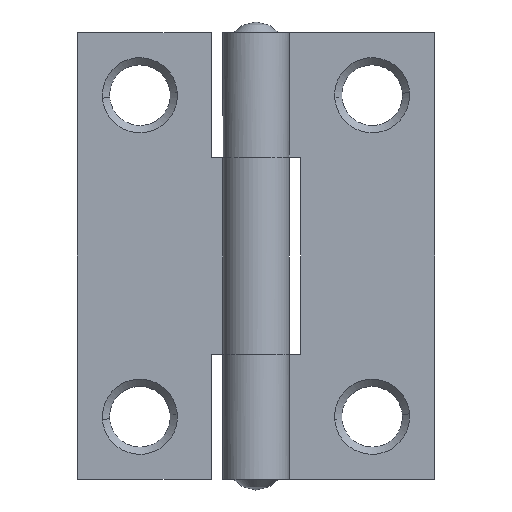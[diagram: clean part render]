
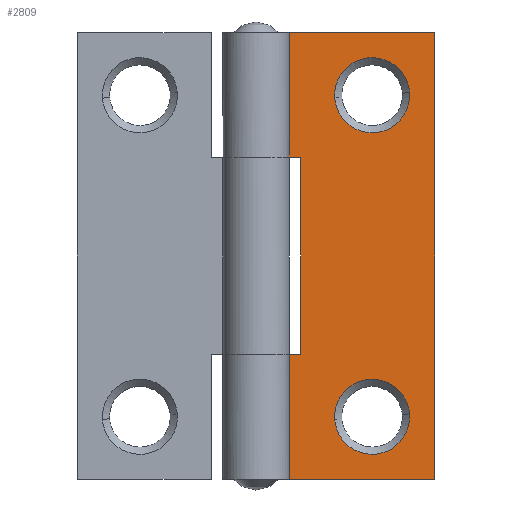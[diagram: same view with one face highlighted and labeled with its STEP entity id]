
A CAD part, front view. The second image highlights one B-rep face of the part: STEP entity #2809.
In plain terms, the highlighted free-form (B-spline) face has degree [1, 1] with [2, 2] control points.
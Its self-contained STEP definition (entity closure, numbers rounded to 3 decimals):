
#1812=CARTESIAN_POINT('',(8.594,1.05,21.665));
#1813=VERTEX_POINT('',#1812);
#1819=CARTESIAN_POINT('',(6.5,1.05,23.6));
#1820=VERTEX_POINT('',#1819);
#1821=CARTESIAN_POINT('',(6.5,1.05,23.6));
#1822=CARTESIAN_POINT('',(8.441,1.05,23.6));
#1823=CARTESIAN_POINT('',(8.594,1.05,21.665));
#1831=(BOUNDED_CURVE()B_SPLINE_CURVE(2,(#1821,#1822,#1823),.UNSPECIFIED.,.F.,.U.)B_SPLINE_CURVE_WITH_KNOTS((3,3),(0.0,0.236),.UNSPECIFIED.)CURVE()GEOMETRIC_REPRESENTATION_ITEM()RATIONAL_B_SPLINE_CURVE((1.0,0.723,0.97))REPRESENTATION_ITEM(''));
#1832=EDGE_CURVE('',#1820,#1813,#1831,.T.);
#1834=CARTESIAN_POINT('',(4.406,1.05,21.335));
#1835=VERTEX_POINT('',#1834);
#1836=CARTESIAN_POINT('',(4.406,1.05,21.335));
#1837=CARTESIAN_POINT('',(4.4,1.05,21.417));
#1838=CARTESIAN_POINT('',(4.4,1.05,21.5));
#1839=CARTESIAN_POINT('',(4.4,1.05,23.6));
#1840=CARTESIAN_POINT('',(6.5,1.05,23.6));
#1848=(BOUNDED_CURVE()B_SPLINE_CURVE(2,(#1836,#1837,#1838,#1839,#1840),.UNSPECIFIED.,.F.,.U.)B_SPLINE_CURVE_WITH_KNOTS((3,2,3),(0.736,0.75,1.0),.UNSPECIFIED.)CURVE()GEOMETRIC_REPRESENTATION_ITEM()RATIONAL_B_SPLINE_CURVE((0.97,0.984,1.0,0.707,1.0))REPRESENTATION_ITEM(''));
#1849=EDGE_CURVE('',#1835,#1820,#1848,.T.);
#1885=CARTESIAN_POINT('',(6.5,1.05,19.4));
#1886=VERTEX_POINT('',#1885);
#1887=CARTESIAN_POINT('',(6.5,1.05,19.4));
#1888=CARTESIAN_POINT('',(4.559,1.05,19.4));
#1889=CARTESIAN_POINT('',(4.406,1.05,21.335));
#1897=(BOUNDED_CURVE()B_SPLINE_CURVE(2,(#1887,#1888,#1889),.UNSPECIFIED.,.F.,.U.)B_SPLINE_CURVE_WITH_KNOTS((3,3),(0.5,0.736),.UNSPECIFIED.)CURVE()GEOMETRIC_REPRESENTATION_ITEM()RATIONAL_B_SPLINE_CURVE((1.0,0.723,0.97))REPRESENTATION_ITEM(''));
#1898=EDGE_CURVE('',#1886,#1835,#1897,.T.);
#1900=CARTESIAN_POINT('',(8.594,1.05,21.665));
#1901=CARTESIAN_POINT('',(8.6,1.05,21.583));
#1902=CARTESIAN_POINT('',(8.6,1.05,21.5));
#1903=CARTESIAN_POINT('',(8.6,1.05,19.4));
#1904=CARTESIAN_POINT('',(6.5,1.05,19.4));
#1912=(BOUNDED_CURVE()B_SPLINE_CURVE(2,(#1900,#1901,#1902,#1903,#1904),.UNSPECIFIED.,.F.,.U.)B_SPLINE_CURVE_WITH_KNOTS((3,2,3),(0.236,0.25,0.5),.UNSPECIFIED.)CURVE()GEOMETRIC_REPRESENTATION_ITEM()RATIONAL_B_SPLINE_CURVE((0.97,0.984,1.0,0.707,1.0))REPRESENTATION_ITEM(''));
#1913=EDGE_CURVE('',#1813,#1886,#1912,.T.);
#2124=CARTESIAN_POINT('',(8.594,1.05,3.665));
#2125=VERTEX_POINT('',#2124);
#2131=CARTESIAN_POINT('',(6.5,1.05,5.6));
#2132=VERTEX_POINT('',#2131);
#2133=CARTESIAN_POINT('',(6.5,1.05,5.6));
#2134=CARTESIAN_POINT('',(8.441,1.05,5.6));
#2135=CARTESIAN_POINT('',(8.594,1.05,3.665));
#2143=(BOUNDED_CURVE()B_SPLINE_CURVE(2,(#2133,#2134,#2135),.UNSPECIFIED.,.F.,.U.)B_SPLINE_CURVE_WITH_KNOTS((3,3),(0.0,0.236),.UNSPECIFIED.)CURVE()GEOMETRIC_REPRESENTATION_ITEM()RATIONAL_B_SPLINE_CURVE((1.0,0.723,0.97))REPRESENTATION_ITEM(''));
#2144=EDGE_CURVE('',#2132,#2125,#2143,.T.);
#2146=CARTESIAN_POINT('',(4.406,1.05,3.335));
#2147=VERTEX_POINT('',#2146);
#2148=CARTESIAN_POINT('',(4.406,1.05,3.335));
#2149=CARTESIAN_POINT('',(4.4,1.05,3.417));
#2150=CARTESIAN_POINT('',(4.4,1.05,3.5));
#2151=CARTESIAN_POINT('',(4.4,1.05,5.6));
#2152=CARTESIAN_POINT('',(6.5,1.05,5.6));
#2160=(BOUNDED_CURVE()B_SPLINE_CURVE(2,(#2148,#2149,#2150,#2151,#2152),.UNSPECIFIED.,.F.,.U.)B_SPLINE_CURVE_WITH_KNOTS((3,2,3),(0.736,0.75,1.0),.UNSPECIFIED.)CURVE()GEOMETRIC_REPRESENTATION_ITEM()RATIONAL_B_SPLINE_CURVE((0.97,0.984,1.0,0.707,1.0))REPRESENTATION_ITEM(''));
#2161=EDGE_CURVE('',#2147,#2132,#2160,.T.);
#2197=CARTESIAN_POINT('',(6.5,1.05,1.4));
#2198=VERTEX_POINT('',#2197);
#2199=CARTESIAN_POINT('',(6.5,1.05,1.4));
#2200=CARTESIAN_POINT('',(4.559,1.05,1.4));
#2201=CARTESIAN_POINT('',(4.406,1.05,3.335));
#2209=(BOUNDED_CURVE()B_SPLINE_CURVE(2,(#2199,#2200,#2201),.UNSPECIFIED.,.F.,.U.)B_SPLINE_CURVE_WITH_KNOTS((3,3),(0.5,0.736),.UNSPECIFIED.)CURVE()GEOMETRIC_REPRESENTATION_ITEM()RATIONAL_B_SPLINE_CURVE((1.0,0.723,0.97))REPRESENTATION_ITEM(''));
#2210=EDGE_CURVE('',#2198,#2147,#2209,.T.);
#2212=CARTESIAN_POINT('',(8.594,1.05,3.665));
#2213=CARTESIAN_POINT('',(8.6,1.05,3.583));
#2214=CARTESIAN_POINT('',(8.6,1.05,3.5));
#2215=CARTESIAN_POINT('',(8.6,1.05,1.4));
#2216=CARTESIAN_POINT('',(6.5,1.05,1.4));
#2224=(BOUNDED_CURVE()B_SPLINE_CURVE(2,(#2212,#2213,#2214,#2215,#2216),.UNSPECIFIED.,.F.,.U.)B_SPLINE_CURVE_WITH_KNOTS((3,2,3),(0.236,0.25,0.5),.UNSPECIFIED.)CURVE()GEOMETRIC_REPRESENTATION_ITEM()RATIONAL_B_SPLINE_CURVE((0.97,0.984,1.0,0.707,1.0))REPRESENTATION_ITEM(''));
#2225=EDGE_CURVE('',#2125,#2198,#2224,.T.);
#2325=CARTESIAN_POINT('',(0.002,1.05,18.0));
#2326=VERTEX_POINT('',#2325);
#2420=CARTESIAN_POINT('',(0.002,1.05,25.0));
#2421=VERTEX_POINT('',#2420);
#2422=CARTESIAN_POINT('',(0.002,1.05,25.0));
#2423=CARTESIAN_POINT('',(0.002,1.05,18.0));
#2424=QUASI_UNIFORM_CURVE('',1,(#2422,#2423),.UNSPECIFIED.,.F.,.U.);
#2425=EDGE_CURVE('',#2421,#2326,#2424,.T.);
#2547=CARTESIAN_POINT('',(0.002,1.05,7.0));
#2548=VERTEX_POINT('',#2547);
#2644=CARTESIAN_POINT('',(0.002,1.05,0.0));
#2645=VERTEX_POINT('',#2644);
#2742=CARTESIAN_POINT('',(0.002,1.05,7.0));
#2743=CARTESIAN_POINT('',(0.002,1.05,0.0));
#2744=QUASI_UNIFORM_CURVE('',1,(#2742,#2743),.UNSPECIFIED.,.F.,.U.);
#2745=EDGE_CURVE('',#2548,#2645,#2744,.T.);
#2750=CARTESIAN_POINT('',(-0.497,1.05,26.249));
#2751=CARTESIAN_POINT('',(-0.497,1.05,-1.249));
#2752=CARTESIAN_POINT('',(10.499,1.05,26.249));
#2753=CARTESIAN_POINT('',(10.499,1.05,-1.249));
#2754=B_SPLINE_SURFACE_WITH_KNOTS('',1,1,((#2750,#2752),(#2751,#2753)),.UNSPECIFIED.,.F.,.F.,.U.,(2,2),(2,2),(0.0,27.498),(0.0,10.997),.UNSPECIFIED.);
#2755=CARTESIAN_POINT('',(2.5,1.05,18.0));
#2756=VERTEX_POINT('',#2755);
#2757=CARTESIAN_POINT('',(2.5,1.05,7.0));
#2758=VERTEX_POINT('',#2757);
#2759=CARTESIAN_POINT('',(2.5,1.05,18.0));
#2760=CARTESIAN_POINT('',(2.5,1.05,7.0));
#2761=QUASI_UNIFORM_CURVE('',1,(#2759,#2760),.UNSPECIFIED.,.F.,.U.);
#2762=EDGE_CURVE('',#2756,#2758,#2761,.T.);
#2763=ORIENTED_EDGE('',*,*,#2762,.T.);
#2764=CARTESIAN_POINT('',(2.5,1.05,7.0));
#2765=CARTESIAN_POINT('',(0.002,1.05,7.0));
#2766=QUASI_UNIFORM_CURVE('',1,(#2764,#2765),.UNSPECIFIED.,.F.,.U.);
#2767=EDGE_CURVE('',#2758,#2548,#2766,.T.);
#2768=ORIENTED_EDGE('',*,*,#2767,.T.);
#2769=ORIENTED_EDGE('',*,*,#2745,.T.);
#2770=CARTESIAN_POINT('',(10.0,1.05,0.0));
#2771=VERTEX_POINT('',#2770);
#2772=CARTESIAN_POINT('',(10.0,1.05,0.0));
#2773=CARTESIAN_POINT('',(0.002,1.05,0.0));
#2774=QUASI_UNIFORM_CURVE('',1,(#2772,#2773),.UNSPECIFIED.,.F.,.U.);
#2775=EDGE_CURVE('',#2771,#2645,#2774,.T.);
#2776=ORIENTED_EDGE('',*,*,#2775,.F.);
#2777=CARTESIAN_POINT('',(10.0,1.05,25.0));
#2778=VERTEX_POINT('',#2777);
#2779=CARTESIAN_POINT('',(10.0,1.05,25.0));
#2780=CARTESIAN_POINT('',(10.0,1.05,0.0));
#2781=QUASI_UNIFORM_CURVE('',1,(#2779,#2780),.UNSPECIFIED.,.F.,.U.);
#2782=EDGE_CURVE('',#2778,#2771,#2781,.T.);
#2783=ORIENTED_EDGE('',*,*,#2782,.F.);
#2784=CARTESIAN_POINT('',(10.0,1.05,25.0));
#2785=CARTESIAN_POINT('',(0.002,1.05,25.0));
#2786=QUASI_UNIFORM_CURVE('',1,(#2784,#2785),.UNSPECIFIED.,.F.,.U.);
#2787=EDGE_CURVE('',#2778,#2421,#2786,.T.);
#2788=ORIENTED_EDGE('',*,*,#2787,.T.);
#2789=ORIENTED_EDGE('',*,*,#2425,.T.);
#2790=CARTESIAN_POINT('',(0.002,1.05,18.0));
#2791=CARTESIAN_POINT('',(2.5,1.05,18.0));
#2792=QUASI_UNIFORM_CURVE('',1,(#2790,#2791),.UNSPECIFIED.,.F.,.U.);
#2793=EDGE_CURVE('',#2326,#2756,#2792,.T.);
#2794=ORIENTED_EDGE('',*,*,#2793,.T.);
#2795=EDGE_LOOP('',(#2763,#2768,#2769,#2776,#2783,#2788,#2789,#2794));
#2796=FACE_OUTER_BOUND('',#2795,.T.);
#2797=ORIENTED_EDGE('',*,*,#2210,.T.);
#2798=ORIENTED_EDGE('',*,*,#2161,.T.);
#2799=ORIENTED_EDGE('',*,*,#2144,.T.);
#2800=ORIENTED_EDGE('',*,*,#2225,.T.);
#2801=EDGE_LOOP('',(#2797,#2798,#2799,#2800));
#2802=FACE_BOUND('',#2801,.T.);
#2803=ORIENTED_EDGE('',*,*,#1898,.T.);
#2804=ORIENTED_EDGE('',*,*,#1849,.T.);
#2805=ORIENTED_EDGE('',*,*,#1832,.T.);
#2806=ORIENTED_EDGE('',*,*,#1913,.T.);
#2807=EDGE_LOOP('',(#2803,#2804,#2805,#2806));
#2808=FACE_BOUND('',#2807,.T.);
#2809=ADVANCED_FACE('',(#2796,#2802,#2808),#2754,.T.);
